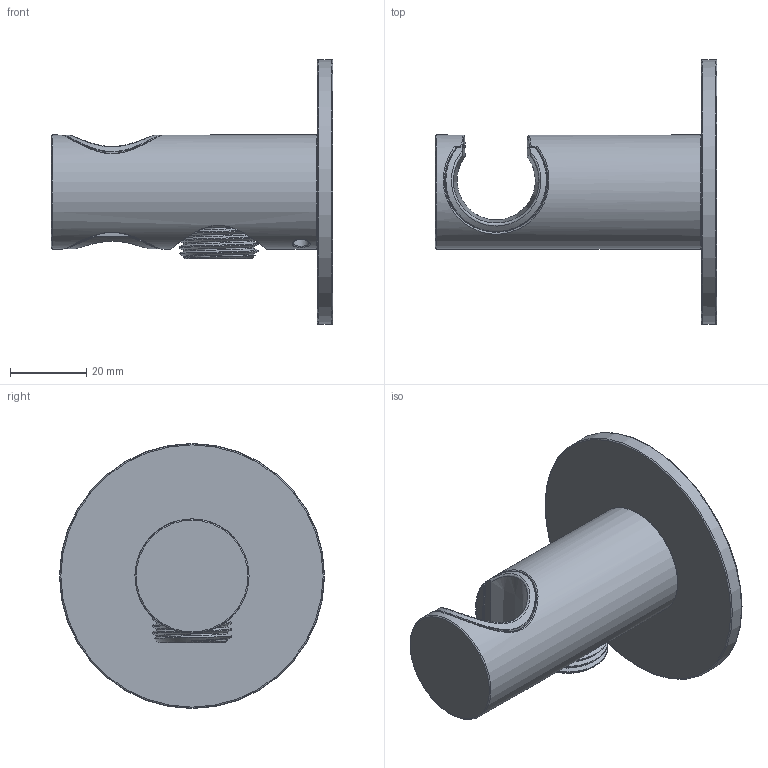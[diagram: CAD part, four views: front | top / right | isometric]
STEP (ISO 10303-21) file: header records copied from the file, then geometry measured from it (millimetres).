
FILE_DESCRIPTION(/* description */ ('Unknown'),/* implementation_level */ '2;1');
FILE_NAME(/* name */ 'AC515-00',/* time_stamp */ '2023-11-06T09:09:59+01:00',/* author */ ('Unknown'),/* organization */ ('Unknown'),/* preprocessor_version */ 'ST-DEVELOPER v18.102',/* originating_system */ 'Solid Edge',/* authorisation */ 'Unknown');
FILE_SCHEMA (('AUTOMOTIVE_DESIGN {1 0 10303 214 3 1 1}'));
Length unit declared in the file: millimetre
Products named in the file (7): AC515-00; AC515-01; AC514-05; AC515-03; AC514-04; AC514-001_oa_0; AC452-02
Assembly tree (7 placements, depth 3):
  AC515-00
    AC515-01
    AC514-05  x2
    AC515-03
    AC514-04
    AC514-001_oa_0
      AC452-02
Bounding box: 74 x 69.69 x 69.69 mm (x, y, z)
Volume: 41958.2 mm3; surface area: 25086.6 mm2
Topology: 6 solids, 6 shells, 377 faces, 942 edges, 583 vertices
Faces by surface type: bspline 98, plane 92, cylinder 79, cone 52, torus 32, sphere 24
Full cylindrical faces by diameter (mm): 6 x1, 8 x2, 11 x1, 11.65 x1, 12.5 x1, 14 x1, 21.5 x1, 21.8 x1, 23.2 x1, 23.6 x1, 30 x1
Entity records: 17390 total; most frequent: CARTESIAN_POINT 10019, ORIENTED_EDGE 1628, DIRECTION 1217, EDGE_CURVE 814, AXIS2_PLACEMENT_3D 522, VERTEX_POINT 519, FACE_BOUND 419, EDGE_LOOP 418
